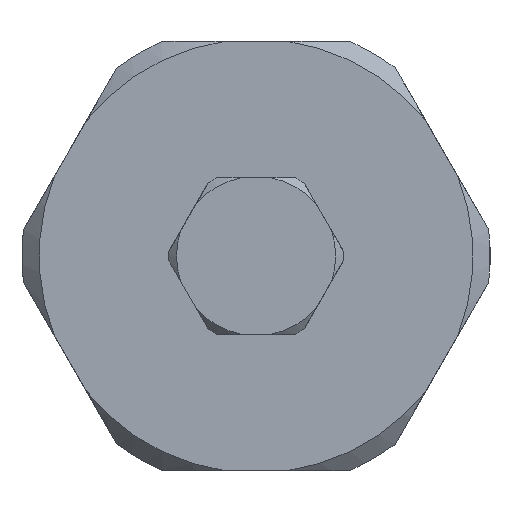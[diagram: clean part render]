
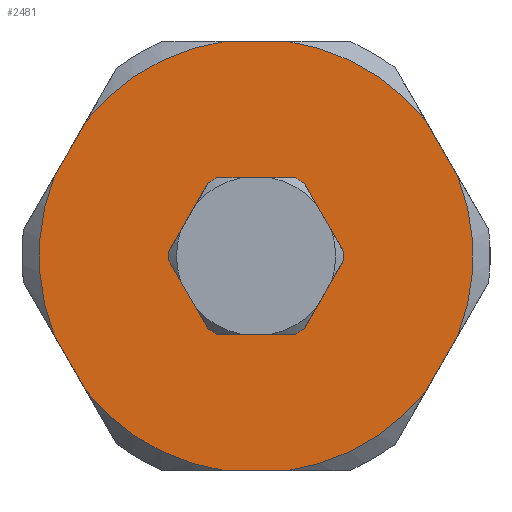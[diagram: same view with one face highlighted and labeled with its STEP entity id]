
A CAD part, left-side view. The second image highlights one B-rep face of the part: STEP entity #2481.
In plain terms, the highlighted planar face has unit normal (-1, 0, 0).
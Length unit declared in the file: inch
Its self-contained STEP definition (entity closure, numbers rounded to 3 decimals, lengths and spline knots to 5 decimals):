
#1665=CARTESIAN_POINT('',(-3.63799,0.54448,0.43193));
#1666=VERTEX_POINT('',#1665);
#1734=CARTESIAN_POINT('',(-3.63799,0.64631,0.25557));
#1735=VERTEX_POINT('',#1734);
#1749=CARTESIAN_POINT('',(-3.63799,0.54448,0.43193));
#1750=DIRECTION('',(0.0,0.5,-0.866));
#1751=VECTOR('',#1750,0.20365);
#1752=LINE('',#1749,#1751);
#1753=EDGE_CURVE('',#1666,#1735,#1752,.T.);
#1788=CARTESIAN_POINT('',(-3.63799,-0.10183,-0.6875));
#1789=VERTEX_POINT('',#1788);
#1803=CARTESIAN_POINT('',(-3.63799,0.10183,-0.6875));
#1804=VERTEX_POINT('',#1803);
#1805=CARTESIAN_POINT('',(-3.63799,0.10183,-0.6875));
#1806=DIRECTION('',(0.0,-1.0,0.0));
#1807=VECTOR('',#1806,0.20365);
#1808=LINE('',#1805,#1807);
#1809=EDGE_CURVE('',#1804,#1789,#1808,.T.);
#1865=CARTESIAN_POINT('',(-3.63799,-0.54448,-0.43193));
#1866=VERTEX_POINT('',#1865);
#1934=CARTESIAN_POINT('',(-3.63799,-0.64631,-0.25557));
#1935=VERTEX_POINT('',#1934);
#1949=CARTESIAN_POINT('',(-3.63799,-0.54448,-0.43193));
#1950=DIRECTION('',(0.0,-0.5,0.866));
#1951=VECTOR('',#1950,0.20365);
#1952=LINE('',#1949,#1951);
#1953=EDGE_CURVE('',#1866,#1935,#1952,.T.);
#1965=CARTESIAN_POINT('',(-3.63799,-0.64631,0.25557));
#1966=VERTEX_POINT('',#1965);
#2034=CARTESIAN_POINT('',(-3.63799,-0.54448,0.43193));
#2035=VERTEX_POINT('',#2034);
#2049=CARTESIAN_POINT('',(-3.63799,-0.64631,0.25557));
#2050=DIRECTION('',(0.0,0.5,0.866));
#2051=VECTOR('',#2050,0.20365);
#2052=LINE('',#2049,#2051);
#2053=EDGE_CURVE('',#1966,#2035,#2052,.T.);
#2065=CARTESIAN_POINT('',(-3.63799,-0.10183,0.6875));
#2066=VERTEX_POINT('',#2065);
#2134=CARTESIAN_POINT('',(-3.63799,0.10183,0.6875));
#2135=VERTEX_POINT('',#2134);
#2149=CARTESIAN_POINT('',(-3.63799,-0.10183,0.6875));
#2150=DIRECTION('',(0.0,1.0,0.0));
#2151=VECTOR('',#2150,0.20365);
#2152=LINE('',#2149,#2151);
#2153=EDGE_CURVE('',#2066,#2135,#2152,.T.);
#2188=CARTESIAN_POINT('',(-3.63799,0.54448,-0.43193));
#2189=VERTEX_POINT('',#2188);
#2203=CARTESIAN_POINT('',(-3.63799,0.64631,-0.25557));
#2204=VERTEX_POINT('',#2203);
#2205=CARTESIAN_POINT('',(-3.63799,0.64631,-0.25557));
#2206=DIRECTION('',(0.0,-0.5,-0.866));
#2207=VECTOR('',#2206,0.20365);
#2208=LINE('',#2205,#2207);
#2209=EDGE_CURVE('',#2204,#2189,#2208,.T.);
#2415=CARTESIAN_POINT('',(-3.63799,0.43,0.));
#2416=DIRECTION('',(-1.0,0.0,0.0));
#2417=DIRECTION('',(0.0,0.0,1.0));
#2418=AXIS2_PLACEMENT_3D('',#2415,#2416,#2417);
#2419=PLANE('',#2418);
#2420=ORIENTED_EDGE('',*,*,#1753,.T.);
#2421=CARTESIAN_POINT('',(-3.63799,0.,0.0));
#2422=DIRECTION('',(1.0,0.0,0.0));
#2423=DIRECTION('',(0.0,1.0,0.0));
#2424=AXIS2_PLACEMENT_3D('',#2421,#2422,#2423);
#2425=CIRCLE('',#2424,0.695);
#2426=EDGE_CURVE('',#2204,#1735,#2425,.T.);
#2427=ORIENTED_EDGE('',*,*,#2426,.F.);
#2428=ORIENTED_EDGE('',*,*,#2209,.T.);
#2429=CARTESIAN_POINT('',(-3.63799,0.,0.0));
#2430=DIRECTION('',(1.0,0.0,0.0));
#2431=DIRECTION('',(0.0,1.0,0.0));
#2432=AXIS2_PLACEMENT_3D('',#2429,#2430,#2431);
#2433=CIRCLE('',#2432,0.695);
#2434=EDGE_CURVE('',#1804,#2189,#2433,.T.);
#2435=ORIENTED_EDGE('',*,*,#2434,.F.);
#2436=ORIENTED_EDGE('',*,*,#1809,.T.);
#2437=CARTESIAN_POINT('',(-3.63799,0.,0.0));
#2438=DIRECTION('',(1.0,0.0,0.0));
#2439=DIRECTION('',(0.0,1.0,0.0));
#2440=AXIS2_PLACEMENT_3D('',#2437,#2438,#2439);
#2441=CIRCLE('',#2440,0.695);
#2442=EDGE_CURVE('',#1866,#1789,#2441,.T.);
#2443=ORIENTED_EDGE('',*,*,#2442,.F.);
#2444=ORIENTED_EDGE('',*,*,#1953,.T.);
#2445=CARTESIAN_POINT('',(-3.63799,0.,0.0));
#2446=DIRECTION('',(1.0,0.0,0.0));
#2447=DIRECTION('',(0.0,1.0,0.0));
#2448=AXIS2_PLACEMENT_3D('',#2445,#2446,#2447);
#2449=CIRCLE('',#2448,0.695);
#2450=EDGE_CURVE('',#1966,#1935,#2449,.T.);
#2451=ORIENTED_EDGE('',*,*,#2450,.F.);
#2452=ORIENTED_EDGE('',*,*,#2053,.T.);
#2453=CARTESIAN_POINT('',(-3.63799,0.,0.0));
#2454=DIRECTION('',(1.0,0.0,0.0));
#2455=DIRECTION('',(0.0,1.0,0.0));
#2456=AXIS2_PLACEMENT_3D('',#2453,#2454,#2455);
#2457=CIRCLE('',#2456,0.695);
#2458=EDGE_CURVE('',#2066,#2035,#2457,.T.);
#2459=ORIENTED_EDGE('',*,*,#2458,.F.);
#2460=ORIENTED_EDGE('',*,*,#2153,.T.);
#2461=CARTESIAN_POINT('',(-3.63799,0.,0.0));
#2462=DIRECTION('',(1.0,0.0,0.0));
#2463=DIRECTION('',(0.0,1.0,0.0));
#2464=AXIS2_PLACEMENT_3D('',#2461,#2462,#2463);
#2465=CIRCLE('',#2464,0.695);
#2466=EDGE_CURVE('',#1666,#2135,#2465,.T.);
#2467=ORIENTED_EDGE('',*,*,#2466,.F.);
#2468=EDGE_LOOP('',(#2420,#2427,#2428,#2435,#2436,#2443,#2444,#2451,#2452,#2459,#2460,#2467));
#2469=FACE_OUTER_BOUND('',#2468,.T.);
#2470=CARTESIAN_POINT('',(-3.63799,0.165,0.));
#2471=VERTEX_POINT('',#2470);
#2472=CARTESIAN_POINT('',(-3.63799,0.,0.0));
#2473=DIRECTION('',(1.0,0.0,0.0));
#2474=DIRECTION('',(0.0,1.0,0.0));
#2475=AXIS2_PLACEMENT_3D('',#2472,#2473,#2474);
#2476=CIRCLE('',#2475,0.165);
#2477=EDGE_CURVE('',#2471,#2471,#2476,.T.);
#2478=ORIENTED_EDGE('',*,*,#2477,.T.);
#2479=EDGE_LOOP('',(#2478));
#2480=FACE_BOUND('',#2479,.T.);
#2481=ADVANCED_FACE('',(#2469,#2480),#2419,.T.);
